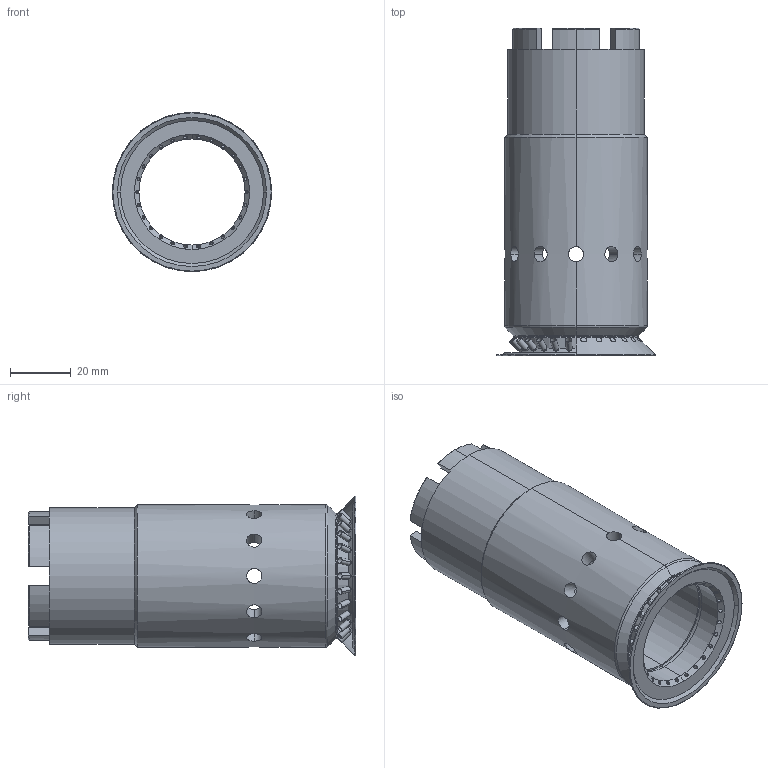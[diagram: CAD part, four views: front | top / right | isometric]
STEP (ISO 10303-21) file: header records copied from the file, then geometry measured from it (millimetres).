
FILE_DESCRIPTION (( 'STEP AP203' ), '1' );
FILE_NAME ('naruz2-2.STEP', '2018-06-25T03:31:02', ( '' ), ( '' ), 'SwSTEP 2.0', 'SolidWorks 2016', '' );
FILE_SCHEMA (( 'CONFIG_CONTROL_DESIGN' ));
Length unit declared in the file: millimetre
Products named in the file (1): naruz2-2
Bounding box: 52.58 x 108 x 52.58 mm (x, y, z)
Volume: 68327.5 mm3; surface area: 31159.3 mm2
Topology: 1 solids, 1 shells, 208 faces, 636 edges, 368 vertices
Faces by surface type: cylinder 95, cone 81, plane 24, torus 8
Entity records: 8837 total; most frequent: CARTESIAN_POINT 3897, ORIENTED_EDGE 1080, DIRECTION 926, EDGE_CURVE 540, AXIS2_PLACEMENT_3D 361, VERTEX_POINT 320, EDGE_LOOP 248, VECTOR 204
